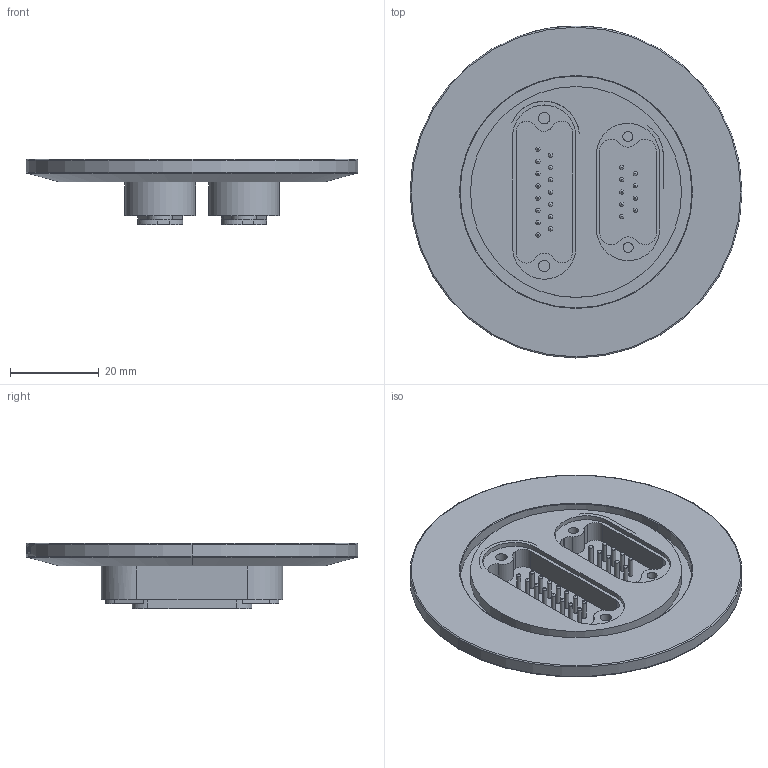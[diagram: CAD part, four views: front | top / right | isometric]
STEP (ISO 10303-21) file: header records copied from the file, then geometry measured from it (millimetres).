
FILE_DESCRIPTION(/* description */ ('Alibre Inc.'),/* implementation_level */ '2;1');
FILE_NAME(/* name */ 'export0',/* time_stamp */ '2009-11-25T09:31:24-08:00',/* author */ (''),/* organization */ (''),/* preprocessor_version */ 'ST-DEVELOPER v10',/* originating_system */ 'Alibre',/* authorisation */ '');
FILE_SCHEMA (('CONFIG_CONTROL_DESIGN'));
Length unit declared in the file: centimetre
Products named in the file (1): ID_1
Bounding box: 74.93 x 74.93 x 14.71 mm (x, y, z)
Volume: 22687.4 mm3; surface area: 14991.3 mm2
Topology: 1 solids, 1 shells, 574 faces, 1429 edges, 949 vertices
Faces by surface type: plane 232, cylinder 147, bspline 138, torus 52, cone 4, sphere 1
Full cylindrical faces by diameter (mm): 0.94 x47, 2.261 x4, 2.565 x4
Entity records: 36122 total; most frequent: CARTESIAN_POINT 24409, ORIENTED_EDGE 2550, DIRECTION 1759, EDGE_CURVE 1275, VERTEX_POINT 899, AXIS2_PLACEMENT_3D 834, EDGE_LOOP 776, FACE_BOUND 776
